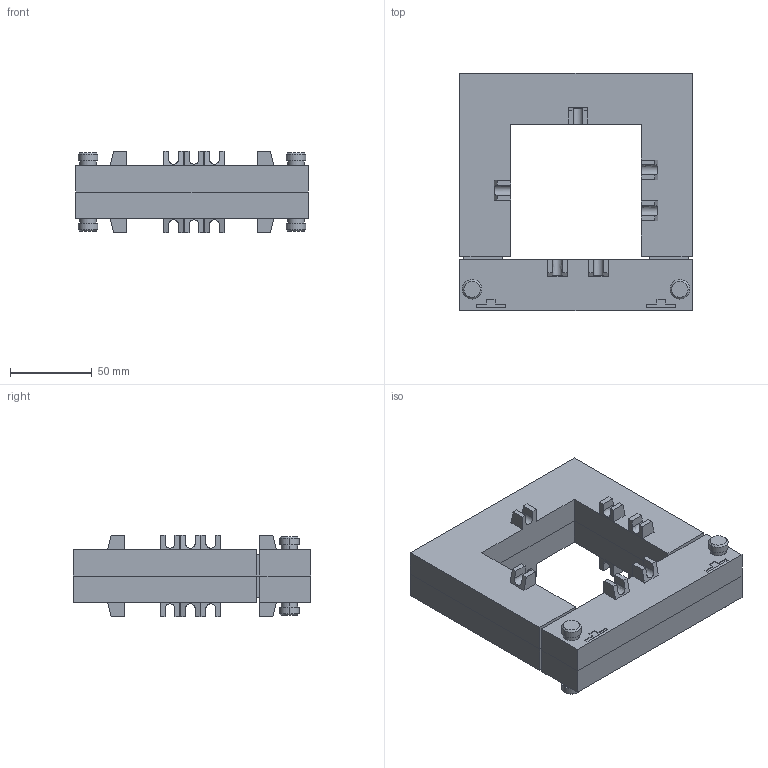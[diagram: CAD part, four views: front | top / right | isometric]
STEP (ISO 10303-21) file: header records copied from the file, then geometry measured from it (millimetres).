
FILE_DESCRIPTION((''),'2;1');
FILE_NAME('3d_DM2TA0500.stp','2012-10-10T14:04:18',(''),(''),'Mechanical Desktop 2011','Mechanical Desktop 2011',', , ');
FILE_SCHEMA(('CONFIG_CONTROL_DESIGN'));
Length unit declared in the file: millimetre
Products named in the file (1): Product
Bounding box: 142 x 145 x 50 mm (x, y, z)
Volume: 454951.8 mm3; surface area: 92054.8 mm2
Topology: 2 solids, 2 shells, 214 faces, 584 edges, 384 vertices
Faces by surface type: plane 107, bspline 89, cylinder 14, cone 4
Entity records: 6999 total; most frequent: CARTESIAN_POINT 1702, ORIENTED_EDGE 1168, DIRECTION 900, EDGE_CURVE 584, VECTOR 520, LINE 520, VERTEX_POINT 384, EDGE_LOOP 228
